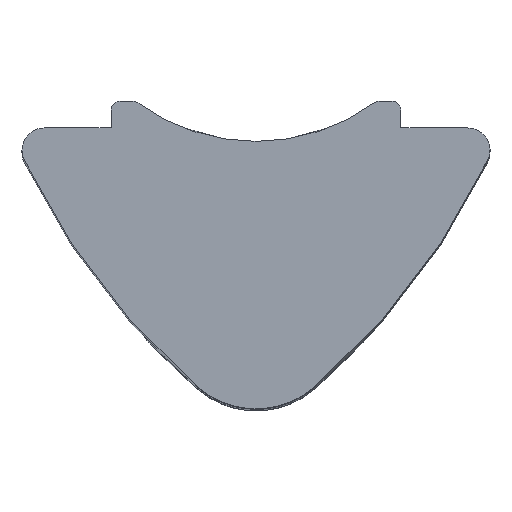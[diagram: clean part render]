
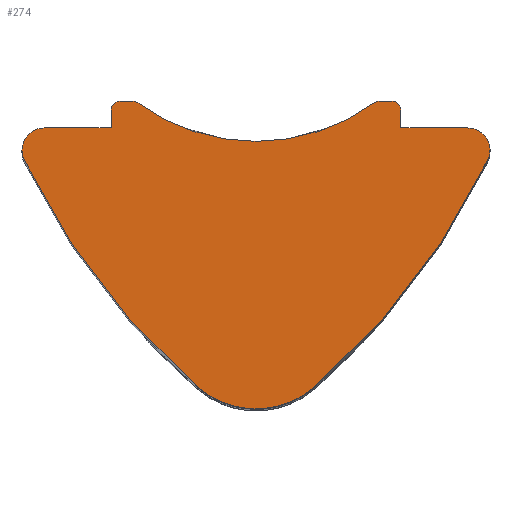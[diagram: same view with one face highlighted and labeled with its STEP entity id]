
A CAD part, top view. The second image highlights one B-rep face of the part: STEP entity #274.
In plain terms, the highlighted planar face has unit normal (0, 0, 1).
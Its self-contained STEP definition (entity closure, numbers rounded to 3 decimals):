
#14 = AXIS2_PLACEMENT_3D ( 'NONE', #1305, #2909, #1534 ) ;
#34 = DIRECTION ( 'NONE',  ( 0., 0., -1. ) ) ;
#50 = DIRECTION ( 'NONE',  ( 0., 0., 1. ) ) ;
#102 = CARTESIAN_POINT ( 'NONE',  ( 2.648, 0.562, 14. ) ) ;
#104 = CARTESIAN_POINT ( 'NONE',  ( -4.75, -0.5, 14. ) ) ;
#129 = VERTEX_POINT ( 'NONE', #1540 ) ;
#161 = CARTESIAN_POINT ( 'NONE',  ( -4.75, -0.5, 14. ) ) ;
#174 = VECTOR ( 'NONE', #663, 1000. ) ;
#207 = EDGE_CURVE ( 'NONE', #2578, #1559, #2532, .T. ) ;
#233 = VECTOR ( 'NONE', #2241, 1000. ) ;
#274 = ADVANCED_FACE ( 'NONE', ( #1181 ), #575, .T. ) ;
#284 = CIRCLE ( 'NONE', #2079, 0.2 ) ;
#289 = DIRECTION ( 'NONE',  ( -1., 0., 0. ) ) ;
#318 = DIRECTION ( 'NONE',  ( 0., 0., 1. ) ) ;
#331 = CARTESIAN_POINT ( 'NONE',  ( -4.75, -0.5, 14. ) ) ;
#358 = DIRECTION ( 'NONE',  ( 1., 0., 0. ) ) ;
#414 = DIRECTION ( 'NONE',  ( 1., 0., 0. ) ) ;
#433 = VERTEX_POINT ( 'NONE', #2749 ) ;
#458 = EDGE_CURVE ( 'NONE', #2305, #2315, #1958, .T. ) ;
#500 = VERTEX_POINT ( 'NONE', #1622 ) ;
#537 = CIRCLE ( 'NONE', #2662, 0.5 ) ;
#541 = EDGE_CURVE ( 'NONE', #1216, #1054, #1816, .T. ) ;
#554 = VECTOR ( 'NONE', #2964, 1000. ) ;
#575 = PLANE ( 'NONE',  #2139 ) ;
#659 = VERTEX_POINT ( 'NONE', #2867 ) ;
#663 = DIRECTION ( 'NONE',  ( 0., -1., 0. ) ) ;
#689 = AXIS2_PLACEMENT_3D ( 'NONE', #161, #1811, #414 ) ;
#734 = LINE ( 'NONE', #1365, #174 ) ;
#738 = VERTEX_POINT ( 'NONE', #1819 ) ;
#778 = ORIENTED_EDGE ( 'NONE', *, *, #1713, .T. ) ;
#793 = AXIS2_PLACEMENT_3D ( 'NONE', #999, #2595, #1234 ) ;
#803 = DIRECTION ( 'NONE',  ( 0., 0., 1. ) ) ;
#816 = CARTESIAN_POINT ( 'NONE',  ( -5.25, -0.5, 14. ) ) ;
#830 = DIRECTION ( 'NONE',  ( 0., 0., 1. ) ) ;
#831 = CIRCLE ( 'NONE', #793, 0.2 ) ;
#832 = VERTEX_POINT ( 'NONE', #1715 ) ;
#863 = EDGE_CURVE ( 'NONE', #1559, #738, #2068, .T. ) ;
#873 = VERTEX_POINT ( 'NONE', #816 ) ;
#881 = ORIENTED_EDGE ( 'NONE', *, *, #863, .T. ) ;
#933 = CARTESIAN_POINT ( 'NONE',  ( -2.766, 0.4, 14. ) ) ;
#945 = VECTOR ( 'NONE', #289, 1000. ) ;
#946 = ORIENTED_EDGE ( 'NONE', *, *, #1829, .T. ) ;
#967 = DIRECTION ( 'NONE',  ( -1., 0., 0. ) ) ;
#985 = AXIS2_PLACEMENT_3D ( 'NONE', #1726, #318, #1951 ) ;
#999 = CARTESIAN_POINT ( 'NONE',  ( -3.05, 0.4, 14. ) ) ;
#1019 = CARTESIAN_POINT ( 'NONE',  ( -3.25, 0., 14. ) ) ;
#1041 = CARTESIAN_POINT ( 'NONE',  ( -2.766, 0.6, 14. ) ) ;
#1054 = VERTEX_POINT ( 'NONE', #1131 ) ;
#1080 = AXIS2_PLACEMENT_3D ( 'NONE', #2530, #1165, #2768 ) ;
#1120 = EDGE_LOOP ( 'NONE', ( #2183, #2614, #2826, #2583, #881, #778, #1438, #2926, #946, #2128, #1660, #2908, #2974, #1815, #1288, #1361, #1332 ) ) ;
#1131 = CARTESIAN_POINT ( 'NONE',  ( 3.05, 0.6, 14. ) ) ;
#1161 = DIRECTION ( 'NONE',  ( -1., 0., 0. ) ) ;
#1165 = DIRECTION ( 'NONE',  ( 0., 0., 1. ) ) ;
#1181 = FACE_OUTER_BOUND ( 'NONE', #1120, .T. ) ;
#1191 = EDGE_CURVE ( 'NONE', #500, #2503, #537, .T. ) ;
#1194 = DIRECTION ( 'NONE',  ( 0., 0., 1. ) ) ;
#1213 = VECTOR ( 'NONE', #967, 1000. ) ;
#1216 = VERTEX_POINT ( 'NONE', #2885 ) ;
#1234 = DIRECTION ( 'NONE',  ( -1., 0., 0. ) ) ;
#1263 = EDGE_CURVE ( 'NONE', #873, #2578, #1577, .T. ) ;
#1288 = ORIENTED_EDGE ( 'NONE', *, *, #1587, .T. ) ;
#1305 = CARTESIAN_POINT ( 'NONE',  ( -9.203, 6.25, 14. ) ) ;
#1332 = ORIENTED_EDGE ( 'NONE', *, *, #1921, .T. ) ;
#1361 = ORIENTED_EDGE ( 'NONE', *, *, #2991, .T. ) ;
#1365 = CARTESIAN_POINT ( 'NONE',  ( -3.25, 0., 14. ) ) ;
#1421 = CARTESIAN_POINT ( 'NONE',  ( -1.315, -5.807, 14. ) ) ;
#1438 = ORIENTED_EDGE ( 'NONE', *, *, #1191, .T. ) ;
#1479 = CARTESIAN_POINT ( 'NONE',  ( 0., 4.2, 14. ) ) ;
#1494 = CARTESIAN_POINT ( 'NONE',  ( 4.75, -0.5, 14. ) ) ;
#1509 = LINE ( 'NONE', #2011, #233 ) ;
#1534 = DIRECTION ( 'NONE',  ( -1., 0., 0. ) ) ;
#1540 = CARTESIAN_POINT ( 'NONE',  ( -3.05, 0.6, 14. ) ) ;
#1559 = VERTEX_POINT ( 'NONE', #1421 ) ;
#1560 = LINE ( 'NONE', #1019, #945 ) ;
#1577 = CIRCLE ( 'NONE', #2336, 0.5 ) ;
#1580 = CIRCLE ( 'NONE', #14, 16. ) ;
#1587 = EDGE_CURVE ( 'NONE', #2315, #129, #1709, .T. ) ;
#1592 = VERTEX_POINT ( 'NONE', #2797 ) ;
#1622 = CARTESIAN_POINT ( 'NONE',  ( 5.2, -0.718, 14. ) ) ;
#1629 = CARTESIAN_POINT ( 'NONE',  ( 2.766, 0.6, 14. ) ) ;
#1634 = EDGE_CURVE ( 'NONE', #2397, #2305, #2181, .T. ) ;
#1660 = ORIENTED_EDGE ( 'NONE', *, *, #2577, .T. ) ;
#1693 = DIRECTION ( 'NONE',  ( 1., 0., 0. ) ) ;
#1707 = DIRECTION ( 'NONE',  ( -1., 0., 0. ) ) ;
#1708 = CARTESIAN_POINT ( 'NONE',  ( -2.648, 0.562, 14. ) ) ;
#1709 = LINE ( 'NONE', #2561, #1213 ) ;
#1713 = EDGE_CURVE ( 'NONE', #738, #500, #1580, .T. ) ;
#1715 = CARTESIAN_POINT ( 'NONE',  ( -4.75, 0., 14. ) ) ;
#1722 = VECTOR ( 'NONE', #2040, 1000. ) ;
#1726 = CARTESIAN_POINT ( 'NONE',  ( 0., -4.3, 14. ) ) ;
#1765 = DIRECTION ( 'NONE',  ( 0., 0., 1. ) ) ;
#1799 = CARTESIAN_POINT ( 'NONE',  ( 3.05, 0.6, 14. ) ) ;
#1807 = CARTESIAN_POINT ( 'NONE',  ( 4.75, 0., 14. ) ) ;
#1811 = DIRECTION ( 'NONE',  ( 0., 0., 1. ) ) ;
#1815 = ORIENTED_EDGE ( 'NONE', *, *, #458, .T. ) ;
#1816 = CIRCLE ( 'NONE', #2951, 0.2 ) ;
#1819 = CARTESIAN_POINT ( 'NONE',  ( 1.315, -5.807, 14. ) ) ;
#1829 = EDGE_CURVE ( 'NONE', #659, #1216, #1509, .T. ) ;
#1897 = EDGE_CURVE ( 'NONE', #832, #873, #2573, .T. ) ;
#1921 = EDGE_CURVE ( 'NONE', #1592, #433, #734, .T. ) ;
#1951 = DIRECTION ( 'NONE',  ( 1., 0., 0. ) ) ;
#1958 = CIRCLE ( 'NONE', #2313, 0.2 ) ;
#2011 = CARTESIAN_POINT ( 'NONE',  ( 3.25, 0., 14. ) ) ;
#2040 = DIRECTION ( 'NONE',  ( -1., 0., 0. ) ) ;
#2068 = CIRCLE ( 'NONE', #985, 2. ) ;
#2079 = AXIS2_PLACEMENT_3D ( 'NONE', #2175, #803, #2399 ) ;
#2128 = ORIENTED_EDGE ( 'NONE', *, *, #541, .T. ) ;
#2139 = AXIS2_PLACEMENT_3D ( 'NONE', #331, #830, #2428 ) ;
#2175 = CARTESIAN_POINT ( 'NONE',  ( 2.766, 0.4, 14. ) ) ;
#2181 = CIRCLE ( 'NONE', #2594, 4.5 ) ;
#2183 = ORIENTED_EDGE ( 'NONE', *, *, #2265, .T. ) ;
#2241 = DIRECTION ( 'NONE',  ( 0., 1., 0. ) ) ;
#2265 = EDGE_CURVE ( 'NONE', #433, #832, #1560, .T. ) ;
#2298 = EDGE_CURVE ( 'NONE', #2816, #2397, #284, .T. ) ;
#2305 = VERTEX_POINT ( 'NONE', #1708 ) ;
#2313 = AXIS2_PLACEMENT_3D ( 'NONE', #933, #2525, #1161 ) ;
#2315 = VERTEX_POINT ( 'NONE', #1041 ) ;
#2336 = AXIS2_PLACEMENT_3D ( 'NONE', #104, #1765, #358 ) ;
#2397 = VERTEX_POINT ( 'NONE', #102 ) ;
#2399 = DIRECTION ( 'NONE',  ( 1., 0., 0. ) ) ;
#2428 = DIRECTION ( 'NONE',  ( 1., 0., 0. ) ) ;
#2486 = CARTESIAN_POINT ( 'NONE',  ( -5.2, -0.718, 14. ) ) ;
#2503 = VERTEX_POINT ( 'NONE', #2948 ) ;
#2525 = DIRECTION ( 'NONE',  ( 0., 0., 1. ) ) ;
#2530 = CARTESIAN_POINT ( 'NONE',  ( 9.203, 6.25, 14. ) ) ;
#2532 = CIRCLE ( 'NONE', #1080, 16. ) ;
#2557 = CARTESIAN_POINT ( 'NONE',  ( 3.05, 0.4, 14. ) ) ;
#2561 = CARTESIAN_POINT ( 'NONE',  ( -3.05, 0.6, 14. ) ) ;
#2573 = CIRCLE ( 'NONE', #689, 0.5 ) ;
#2577 = EDGE_CURVE ( 'NONE', #1054, #2816, #3025, .T. ) ;
#2578 = VERTEX_POINT ( 'NONE', #2486 ) ;
#2583 = ORIENTED_EDGE ( 'NONE', *, *, #207, .T. ) ;
#2594 = AXIS2_PLACEMENT_3D ( 'NONE', #1479, #34, #1693 ) ;
#2595 = DIRECTION ( 'NONE',  ( 0., 0., 1. ) ) ;
#2600 = EDGE_CURVE ( 'NONE', #2503, #659, #2959, .T. ) ;
#2614 = ORIENTED_EDGE ( 'NONE', *, *, #1897, .T. ) ;
#2662 = AXIS2_PLACEMENT_3D ( 'NONE', #1494, #50, #1707 ) ;
#2749 = CARTESIAN_POINT ( 'NONE',  ( -3.25, 0., 14. ) ) ;
#2768 = DIRECTION ( 'NONE',  ( 1., 0., 0. ) ) ;
#2790 = DIRECTION ( 'NONE',  ( -1., 0., 0. ) ) ;
#2797 = CARTESIAN_POINT ( 'NONE',  ( -3.25, 0.4, 14. ) ) ;
#2816 = VERTEX_POINT ( 'NONE', #1629 ) ;
#2826 = ORIENTED_EDGE ( 'NONE', *, *, #1263, .T. ) ;
#2867 = CARTESIAN_POINT ( 'NONE',  ( 3.25, 0., 14. ) ) ;
#2885 = CARTESIAN_POINT ( 'NONE',  ( 3.25, 0.4, 14. ) ) ;
#2908 = ORIENTED_EDGE ( 'NONE', *, *, #2298, .T. ) ;
#2909 = DIRECTION ( 'NONE',  ( 0., 0., 1. ) ) ;
#2926 = ORIENTED_EDGE ( 'NONE', *, *, #2600, .T. ) ;
#2948 = CARTESIAN_POINT ( 'NONE',  ( 4.75, 0., 14. ) ) ;
#2951 = AXIS2_PLACEMENT_3D ( 'NONE', #2557, #1194, #2790 ) ;
#2959 = LINE ( 'NONE', #1807, #1722 ) ;
#2964 = DIRECTION ( 'NONE',  ( -1., 0., 0. ) ) ;
#2974 = ORIENTED_EDGE ( 'NONE', *, *, #1634, .T. ) ;
#2991 = EDGE_CURVE ( 'NONE', #129, #1592, #831, .T. ) ;
#3025 = LINE ( 'NONE', #1799, #554 ) ;
